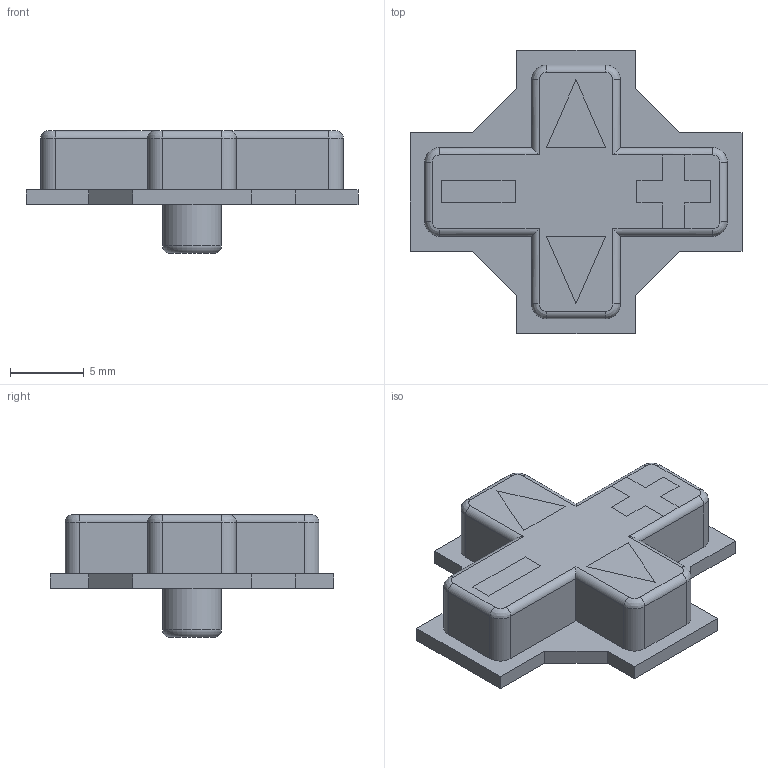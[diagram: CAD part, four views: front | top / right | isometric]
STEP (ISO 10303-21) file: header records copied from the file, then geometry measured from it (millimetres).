
FILE_DESCRIPTION(/* description */ (''),/* implementation_level */ '2;1');
FILE_NAME(/* name */ 'D-PAD.step',/* time_stamp */ '2023-01-30T21:22:13-05:00',/* author */ (''),/* organization */ (''),/* preprocessor_version */ 'ST-DEVELOPER v19.2',/* originating_system */ 'Autodesk Translation Framework v11.17.0.187',/* authorisation */ '');
FILE_SCHEMA (('AUTOMOTIVE_DESIGN { 1 0 10303 214 3 1 1 }'));
Length unit declared in the file: millimetre
Products named in the file (1): D-PAD
Bounding box: 22.48 x 19.18 x 8.3 mm (x, y, z)
Volume: 1077.1 mm3; surface area: 1160.6 mm2
Topology: 5 solids, 5 shells, 119 faces, 288 edges, 184 vertices
Faces by surface type: plane 89, cylinder 21, bspline 8, torus 1
Full cylindrical faces by diameter (mm): 4 x1
Entity records: 3487 total; most frequent: CARTESIAN_POINT 656, ORIENTED_EDGE 576, DIRECTION 561, EDGE_CURVE 288, LINE 239, VECTOR 239, VERTEX_POINT 184, AXIS2_PLACEMENT_3D 161
